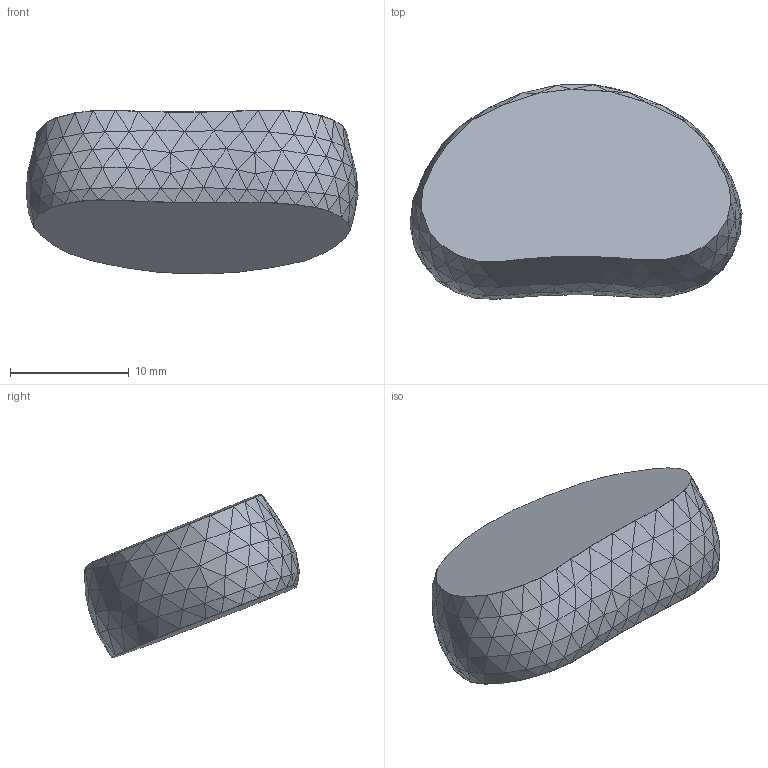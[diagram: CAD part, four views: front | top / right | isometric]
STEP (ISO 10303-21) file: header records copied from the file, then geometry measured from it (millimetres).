
FILE_DESCRIPTION(/* description */ (''),/* implementation_level */ '2;1');
FILE_NAME(/* name */ 'IVD4_N.step',/* time_stamp */ '2024-06-23T10:17:57-04:00',/* author */ (''),/* organization */ (''),/* preprocessor_version */ 'ST-DEVELOPER v20',/* originating_system */ 'Autodesk Translation Framework v13.14.0.145',/* authorisation */ '');
FILE_SCHEMA (('AUTOMOTIVE_DESIGN { 1 0 10303 214 3 1 1 }'));
Length unit declared in the file: millimetre
Products named in the file (1): IVD4_N
Bounding box: 27.94 x 18.08 x 13.78 mm (x, y, z)
Volume: 3125.3 mm3; surface area: 1301.4 mm2
Topology: 1 solids, 1 shells, 464 faces, 858 edges, 396 vertices
Faces by surface type: plane 464
Entity records: 10551 total; most frequent: DIRECTION 1788, CARTESIAN_POINT 1719, ORIENTED_EDGE 1716, LINE 858, VECTOR 858, EDGE_CURVE 858, AXIS2_PLACEMENT_3D 465, FACE_OUTER_BOUND 464
